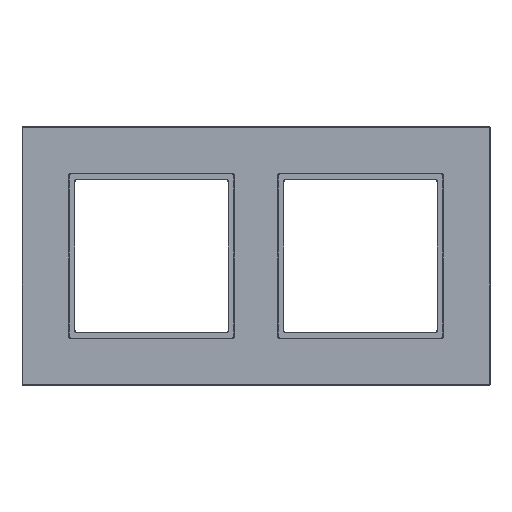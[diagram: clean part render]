
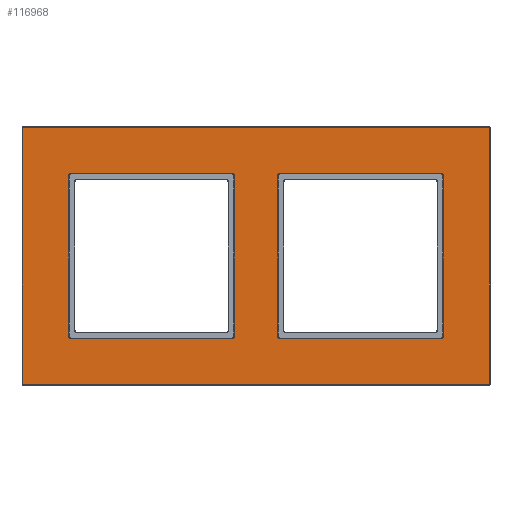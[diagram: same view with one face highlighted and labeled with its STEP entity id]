
A CAD part, top view. The second image highlights one B-rep face of the part: STEP entity #116968.
In plain terms, the highlighted face is planar.
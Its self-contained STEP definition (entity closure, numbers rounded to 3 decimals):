
#116162=DIRECTION('',(0.,0.,-1.));
#116163=VECTOR('',#116162,54.6);
#116164=CARTESIAN_POINT('',(28.1,10.,27.3));
#116165=LINE('5951',#116164,#116163);
#116169=CARTESIAN_POINT('',(27.3,10.,-27.3));
#116170=DIRECTION('',(0.,-1.,0.));
#116171=DIRECTION('',(0.,0.,-1.));
#116172=AXIS2_PLACEMENT_3D('',#116169,#116170,#116171);
#116177=DIRECTION('',(-1.,0.,0.));
#116178=VECTOR('',#116177,54.6);
#116179=CARTESIAN_POINT('',(27.3,10.,-28.1));
#116180=LINE('5952',#116179,#116178);
#116184=CARTESIAN_POINT('',(-27.3,10.,-27.3));
#116185=DIRECTION('',(0.,-1.,0.));
#116186=DIRECTION('',(-1.,0.,0.));
#116187=AXIS2_PLACEMENT_3D('',#116184,#116185,#116186);
#116192=DIRECTION('',(0.,0.,1.));
#116193=VECTOR('',#116192,54.6);
#116194=CARTESIAN_POINT('',(-28.1,10.,-27.3));
#116195=LINE('5953',#116194,#116193);
#116199=CARTESIAN_POINT('',(-27.3,10.,27.3));
#116200=DIRECTION('',(0.,-1.,0.));
#116201=DIRECTION('',(0.,0.,1.));
#116202=AXIS2_PLACEMENT_3D('',#116199,#116200,#116201);
#116207=DIRECTION('',(1.,0.,0.));
#116208=VECTOR('',#116207,54.6);
#116209=CARTESIAN_POINT('',(-27.3,10.,28.1));
#116210=LINE('5954',#116209,#116208);
#116214=CARTESIAN_POINT('',(27.3,10.,27.3));
#116215=DIRECTION('',(0.,-1.,0.));
#116216=DIRECTION('',(1.,0.,0.));
#116217=AXIS2_PLACEMENT_3D('',#116214,#116215,#116216);
#116222=DIRECTION('',(0.,0.,-1.));
#116223=VECTOR('',#116222,54.6);
#116224=CARTESIAN_POINT('',(42.9,10.,27.3));
#116225=LINE('5955',#116224,#116223);
#116229=CARTESIAN_POINT('',(43.7,10.,27.3));
#116230=DIRECTION('',(0.,1.,0.));
#116231=DIRECTION('',(-1.,0.,0.));
#116232=AXIS2_PLACEMENT_3D('',#116229,#116230,#116231);
#116237=DIRECTION('',(-1.,0.,0.));
#116238=VECTOR('',#116237,54.6);
#116239=CARTESIAN_POINT('',(98.3,10.,28.1));
#116240=LINE('5958',#116239,#116238);
#116244=CARTESIAN_POINT('',(98.3,10.,27.3));
#116245=DIRECTION('',(0.,1.,0.));
#116246=DIRECTION('',(0.,0.,1.));
#116247=AXIS2_PLACEMENT_3D('',#116244,#116245,#116246);
#116252=DIRECTION('',(0.,0.,1.));
#116253=VECTOR('',#116252,54.6);
#116254=CARTESIAN_POINT('',(99.1,10.,-27.3));
#116255=LINE('5957',#116254,#116253);
#116259=CARTESIAN_POINT('',(98.3,10.,-27.3));
#116260=DIRECTION('',(0.,1.,0.));
#116261=DIRECTION('',(1.,0.,0.));
#116262=AXIS2_PLACEMENT_3D('',#116259,#116260,#116261);
#116267=DIRECTION('',(1.,0.,0.));
#116268=VECTOR('',#116267,54.6);
#116269=CARTESIAN_POINT('',(43.7,10.,-28.1));
#116270=LINE('5956',#116269,#116268);
#116274=CARTESIAN_POINT('',(43.7,10.,-27.3));
#116275=DIRECTION('',(0.,1.,0.));
#116276=DIRECTION('',(0.,0.,-1.));
#116277=AXIS2_PLACEMENT_3D('',#116274,#116275,#116276);
#116282=DIRECTION('',(-1.,0.,0.));
#116283=VECTOR('',#116282,158.);
#116284=CARTESIAN_POINT('',(114.5,10.,-43.7));
#116285=LINE('4316',#116284,#116283);
#116289=CARTESIAN_POINT('',(114.5,10.,-43.5));
#116290=DIRECTION('',(0.,1.,0.));
#116291=DIRECTION('',(1.,0.,0.));
#116292=AXIS2_PLACEMENT_3D('',#116289,#116290,#116291);
#116297=DIRECTION('',(0.,0.,-1.));
#116298=VECTOR('',#116297,87.);
#116299=CARTESIAN_POINT('',(114.7,10.,43.5));
#116300=LINE('4317',#116299,#116298);
#116304=CARTESIAN_POINT('',(114.5,10.,43.5));
#116305=DIRECTION('',(0.,1.,0.));
#116306=DIRECTION('',(0.,0.,1.));
#116307=AXIS2_PLACEMENT_3D('',#116304,#116305,#116306);
#116312=DIRECTION('',(1.,0.,0.));
#116313=VECTOR('',#116312,158.);
#116314=CARTESIAN_POINT('',(-43.5,10.,43.7));
#116315=LINE('4319',#116314,#116313);
#116319=CARTESIAN_POINT('',(-43.5,10.,43.5));
#116320=DIRECTION('',(0.,1.,0.));
#116321=DIRECTION('',(-1.,0.,0.));
#116322=AXIS2_PLACEMENT_3D('',#116319,#116320,#116321);
#116327=DIRECTION('',(0.,0.,1.));
#116328=VECTOR('',#116327,87.);
#116329=CARTESIAN_POINT('',(-43.7,10.,-43.5));
#116330=LINE('4322',#116329,#116328);
#116334=CARTESIAN_POINT('',(-43.5,10.,-43.5));
#116335=DIRECTION('',(0.,1.,0.));
#116336=DIRECTION('',(0.,0.,-1.));
#116337=AXIS2_PLACEMENT_3D('',#116334,#116335,#116336);
#116574=CARTESIAN_POINT('',(114.5,10.,-43.7));
#116575=CARTESIAN_POINT('',(-43.5,10.,-43.7));
#116576=VERTEX_POINT('',#116574);
#116577=VERTEX_POINT('',#116575);
#116578=CARTESIAN_POINT('',(114.7,10.,43.5));
#116579=CARTESIAN_POINT('',(114.7,10.,-43.5));
#116580=VERTEX_POINT('',#116578);
#116581=VERTEX_POINT('',#116579);
#116586=CARTESIAN_POINT('',(-43.5,10.,43.7));
#116587=CARTESIAN_POINT('',(114.5,10.,43.7));
#116588=VERTEX_POINT('',#116586);
#116589=VERTEX_POINT('',#116587);
#116598=CARTESIAN_POINT('',(-43.7,10.,-43.5));
#116599=CARTESIAN_POINT('',(-43.7,10.,43.5));
#116600=VERTEX_POINT('',#116598);
#116601=VERTEX_POINT('',#116599);
#116650=CARTESIAN_POINT('',(28.1,10.,27.3));
#116651=CARTESIAN_POINT('',(28.1,10.,-27.3));
#116652=VERTEX_POINT('',#116650);
#116653=VERTEX_POINT('',#116651);
#116654=CARTESIAN_POINT('',(27.3,10.,-28.1));
#116655=CARTESIAN_POINT('',(-27.3,10.,-28.1));
#116656=VERTEX_POINT('',#116654);
#116657=VERTEX_POINT('',#116655);
#116658=CARTESIAN_POINT('',(-28.1,10.,-27.3));
#116659=CARTESIAN_POINT('',(-28.1,10.,27.3));
#116660=VERTEX_POINT('',#116658);
#116661=VERTEX_POINT('',#116659);
#116662=CARTESIAN_POINT('',(-27.3,10.,28.1));
#116663=CARTESIAN_POINT('',(27.3,10.,28.1));
#116664=VERTEX_POINT('',#116662);
#116665=VERTEX_POINT('',#116663);
#116666=CARTESIAN_POINT('',(42.9,10.,27.3));
#116667=CARTESIAN_POINT('',(42.9,10.,-27.3));
#116668=VERTEX_POINT('',#116666);
#116669=VERTEX_POINT('',#116667);
#116670=CARTESIAN_POINT('',(43.7,10.,-28.1));
#116671=CARTESIAN_POINT('',(98.3,10.,-28.1));
#116672=VERTEX_POINT('',#116670);
#116673=VERTEX_POINT('',#116671);
#116674=CARTESIAN_POINT('',(99.1,10.,-27.3));
#116675=CARTESIAN_POINT('',(99.1,10.,27.3));
#116676=VERTEX_POINT('',#116674);
#116677=VERTEX_POINT('',#116675);
#116678=CARTESIAN_POINT('',(98.3,10.,28.1));
#116679=CARTESIAN_POINT('',(43.7,10.,28.1));
#116680=VERTEX_POINT('',#116678);
#116681=VERTEX_POINT('',#116679);
#116917=CARTESIAN_POINT('',(0.,10.,0.));
#116918=DIRECTION('',(0.,1.,0.));
#116919=DIRECTION('',(0.,0.,1.));
#116920=AXIS2_PLACEMENT_3D('',#116917,#116918,#116919);
#116921=PLANE('2493',#116920);
#116923=ORIENTED_EDGE('4316',*,*,#116922,.F.);
#116925=ORIENTED_EDGE('5848',*,*,#116924,.F.);
#116927=ORIENTED_EDGE('4317',*,*,#116926,.F.);
#116929=ORIENTED_EDGE('5846',*,*,#116928,.F.);
#116931=ORIENTED_EDGE('4319',*,*,#116930,.F.);
#116933=ORIENTED_EDGE('5852',*,*,#116932,.F.);
#116935=ORIENTED_EDGE('4322',*,*,#116934,.F.);
#116937=ORIENTED_EDGE('5850',*,*,#116936,.F.);
#116938=EDGE_LOOP('2493',(#116923,#116925,#116927,#116929,#116931,#116933,
#116935,#116937));
#116939=FACE_OUTER_BOUND('2493',#116938,.F.);
#116941=ORIENTED_EDGE('5955',*,*,#116940,.F.);
#116943=ORIENTED_EDGE('5966',*,*,#116942,.T.);
#116945=ORIENTED_EDGE('5958',*,*,#116944,.F.);
#116947=ORIENTED_EDGE('5963',*,*,#116946,.T.);
#116949=ORIENTED_EDGE('5957',*,*,#116948,.F.);
#116951=ORIENTED_EDGE('5964',*,*,#116950,.T.);
#116953=ORIENTED_EDGE('5956',*,*,#116952,.F.);
#116955=ORIENTED_EDGE('5965',*,*,#116954,.T.);
#116956=EDGE_LOOP('2493',(#116941,#116943,#116945,#116947,#116949,#116951,
#116953,#116955));
#116957=FACE_BOUND('2493',#116956,.F.);
#116958=ORIENTED_EDGE('5951',*,*,#116757,.T.);
#116959=ORIENTED_EDGE('5961',*,*,#116779,.F.);
#116960=ORIENTED_EDGE('5952',*,*,#116800,.T.);
#116961=ORIENTED_EDGE('5960',*,*,#116821,.F.);
#116962=ORIENTED_EDGE('5953',*,*,#116842,.T.);
#116963=ORIENTED_EDGE('5959',*,*,#116863,.F.);
#116964=ORIENTED_EDGE('5954',*,*,#116884,.T.);
#116965=ORIENTED_EDGE('5962',*,*,#116904,.F.);
#116966=EDGE_LOOP('2493',(#116958,#116959,#116960,#116961,#116962,#116963,
#116964,#116965));
#116967=FACE_BOUND('2493',#116966,.F.);
#116968=ADVANCED_FACE('2493',(#116939,#116957,#116967),#116921,.T.);
#116173=CIRCLE('5961',#116172,0.8);
#116188=CIRCLE('5960',#116187,0.8);
#116203=CIRCLE('5959',#116202,0.8);
#116218=CIRCLE('5962',#116217,0.8);
#116233=CIRCLE('5966',#116232,0.8);
#116248=CIRCLE('5963',#116247,0.8);
#116263=CIRCLE('5964',#116262,0.8);
#116278=CIRCLE('5965',#116277,0.8);
#116293=CIRCLE('5848',#116292,0.2);
#116308=CIRCLE('5846',#116307,0.2);
#116323=CIRCLE('5852',#116322,0.2);
#116338=CIRCLE('5850',#116337,0.2);
#116757=EDGE_CURVE('5951',#116652,#116653,#116165,.T.);
#116779=EDGE_CURVE('5961',#116656,#116653,#116173,.T.);
#116800=EDGE_CURVE('5952',#116656,#116657,#116180,.T.);
#116821=EDGE_CURVE('5960',#116660,#116657,#116188,.T.);
#116842=EDGE_CURVE('5953',#116660,#116661,#116195,.T.);
#116863=EDGE_CURVE('5959',#116664,#116661,#116203,.T.);
#116884=EDGE_CURVE('5954',#116664,#116665,#116210,.T.);
#116904=EDGE_CURVE('5962',#116652,#116665,#116218,.T.);
#116922=EDGE_CURVE('4316',#116576,#116577,#116285,.T.);
#116924=EDGE_CURVE('5848',#116581,#116576,#116293,.T.);
#116926=EDGE_CURVE('4317',#116580,#116581,#116300,.T.);
#116928=EDGE_CURVE('5846',#116589,#116580,#116308,.T.);
#116930=EDGE_CURVE('4319',#116588,#116589,#116315,.T.);
#116932=EDGE_CURVE('5852',#116601,#116588,#116323,.T.);
#116934=EDGE_CURVE('4322',#116600,#116601,#116330,.T.);
#116936=EDGE_CURVE('5850',#116577,#116600,#116338,.T.);
#116940=EDGE_CURVE('5955',#116668,#116669,#116225,.T.);
#116942=EDGE_CURVE('5966',#116668,#116681,#116233,.T.);
#116944=EDGE_CURVE('5958',#116680,#116681,#116240,.T.);
#116946=EDGE_CURVE('5963',#116680,#116677,#116248,.T.);
#116948=EDGE_CURVE('5957',#116676,#116677,#116255,.T.);
#116950=EDGE_CURVE('5964',#116676,#116673,#116263,.T.);
#116952=EDGE_CURVE('5956',#116672,#116673,#116270,.T.);
#116954=EDGE_CURVE('5965',#116672,#116669,#116278,.T.);
